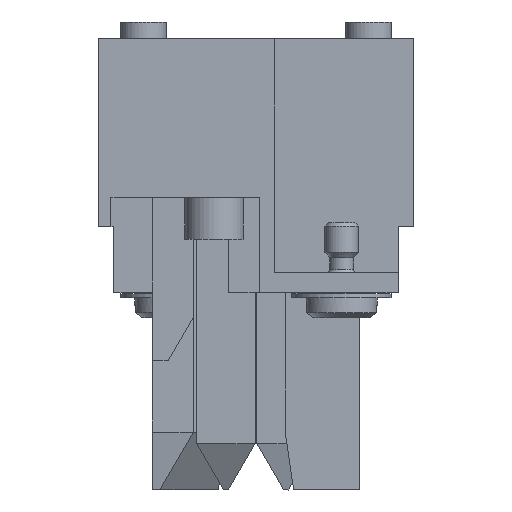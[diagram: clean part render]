
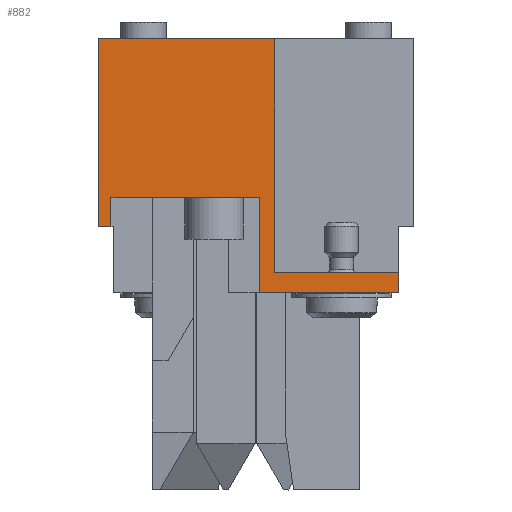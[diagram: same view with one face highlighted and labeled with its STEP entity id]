
A CAD part, left-side view. The second image highlights one B-rep face of the part: STEP entity #882.
In plain terms, the highlighted planar face has unit normal (-1, 0, 0).
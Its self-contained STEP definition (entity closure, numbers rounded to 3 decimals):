
#362=FACE_OUTER_BOUND('',#3139,.T.);
#882=ADVANCED_FACE('',(#362),#1346,.F.);
#1346=PLANE('',#8474);
#1694=LINE('',#12233,#2250);
#1698=LINE('',#12240,#2254);
#1701=LINE('',#12247,#2257);
#1704=LINE('',#12253,#2260);
#1731=LINE('',#12314,#2287);
#1760=LINE('',#12381,#2316);
#1762=LINE('',#12385,#2318);
#1763=LINE('',#12387,#2319);
#1764=LINE('',#12389,#2320);
#1765=LINE('',#12391,#2321);
#2250=VECTOR('',#9073,1.);
#2254=VECTOR('',#9079,1.);
#2257=VECTOR('',#9084,1.);
#2260=VECTOR('',#9089,1.);
#2287=VECTOR('',#9138,1.);
#2316=VECTOR('',#9209,1.);
#2318=VECTOR('',#9213,1.);
#2319=VECTOR('',#9214,1.);
#2320=VECTOR('',#9215,1.);
#2321=VECTOR('',#9216,1.);
#3139=EDGE_LOOP('',(#4134,#4135,#4136,#4137,#4138,#4139,#4140,#4141,#4142,
#4143));
#4134=ORIENTED_EDGE('',*,*,#6977,.T.);
#4135=ORIENTED_EDGE('',*,*,#7044,.F.);
#4136=ORIENTED_EDGE('',*,*,#7046,.F.);
#4137=ORIENTED_EDGE('',*,*,#7047,.T.);
#4138=ORIENTED_EDGE('',*,*,#7048,.T.);
#4139=ORIENTED_EDGE('',*,*,#7049,.T.);
#4140=ORIENTED_EDGE('',*,*,#6980,.F.);
#4141=ORIENTED_EDGE('',*,*,#6974,.F.);
#4142=ORIENTED_EDGE('',*,*,#6970,.T.);
#4143=ORIENTED_EDGE('',*,*,#7011,.F.);
#6167=VERTEX_POINT('',#12232);
#6168=VERTEX_POINT('',#12234);
#6170=VERTEX_POINT('',#12241);
#6171=VERTEX_POINT('',#12245);
#6173=VERTEX_POINT('',#12248);
#6175=VERTEX_POINT('',#12254);
#6215=VERTEX_POINT('',#12382);
#6216=VERTEX_POINT('',#12386);
#6217=VERTEX_POINT('',#12388);
#6218=VERTEX_POINT('',#12390);
#6970=EDGE_CURVE('',#6168,#6167,#1694,.T.);
#6974=EDGE_CURVE('',#6168,#6170,#1698,.T.);
#6977=EDGE_CURVE('',#6173,#6171,#1701,.T.);
#6980=EDGE_CURVE('',#6170,#6175,#1704,.T.);
#7011=EDGE_CURVE('',#6173,#6167,#1731,.T.);
#7044=EDGE_CURVE('',#6215,#6171,#1760,.T.);
#7046=EDGE_CURVE('',#6216,#6215,#1762,.T.);
#7047=EDGE_CURVE('',#6216,#6217,#1763,.T.);
#7048=EDGE_CURVE('',#6217,#6218,#1764,.T.);
#7049=EDGE_CURVE('',#6218,#6175,#1765,.T.);
#8474=AXIS2_PLACEMENT_3D('',#12392,#9217,#9218);
#9073=DIRECTION('',(0.,-1.,0.));
#9079=DIRECTION('',(0.,0.,1.));
#9084=DIRECTION('',(0.,1.,0.));
#9089=DIRECTION('',(0.,1.,0.));
#9138=DIRECTION('',(0.,0.,-1.));
#9209=DIRECTION('',(0.,0.,-1.));
#9213=DIRECTION('',(0.,-1.,0.));
#9214=DIRECTION('',(0.,0.,-1.));
#9215=DIRECTION('',(0.,-1.,0.));
#9216=DIRECTION('',(0.,0.,1.));
#9217=DIRECTION('',(1.,0.,0.));
#9218=DIRECTION('',(0.,0.,-1.));
#12232=CARTESIAN_POINT('',(-100.329,-37.492,-61.997));
#12233=CARTESIAN_POINT('',(-100.329,-20.892,-61.997));
#12234=CARTESIAN_POINT('',(-100.329,-20.892,-61.997));
#12240=CARTESIAN_POINT('',(-100.329,-20.892,-61.997));
#12241=CARTESIAN_POINT('',(-100.329,-20.892,-50.597));
#12245=CARTESIAN_POINT('',(-100.329,-22.742,-59.597));
#12247=CARTESIAN_POINT('',(-100.329,-37.492,-59.597));
#12248=CARTESIAN_POINT('',(-100.329,-37.492,-59.597));
#12253=CARTESIAN_POINT('',(-100.329,-3.492,-50.597));
#12254=CARTESIAN_POINT('',(-100.329,-3.142,-50.597));
#12314=CARTESIAN_POINT('',(-100.329,-37.492,-59.597));
#12381=CARTESIAN_POINT('',(-100.329,-22.742,-31.597));
#12382=CARTESIAN_POINT('',(-100.329,-22.742,-31.597));
#12385=CARTESIAN_POINT('',(-100.329,-1.642,-31.597));
#12386=CARTESIAN_POINT('',(-100.329,-1.642,-31.597));
#12387=CARTESIAN_POINT('',(-100.329,-1.642,-31.597));
#12388=CARTESIAN_POINT('',(-100.329,-1.642,-54.097));
#12389=CARTESIAN_POINT('',(-100.329,-1.642,-54.097));
#12390=CARTESIAN_POINT('',(-100.329,-3.142,-54.097));
#12391=CARTESIAN_POINT('',(-100.329,-3.142,-54.097));
#12392=CARTESIAN_POINT('',(-100.329,-1.642,-31.597));
